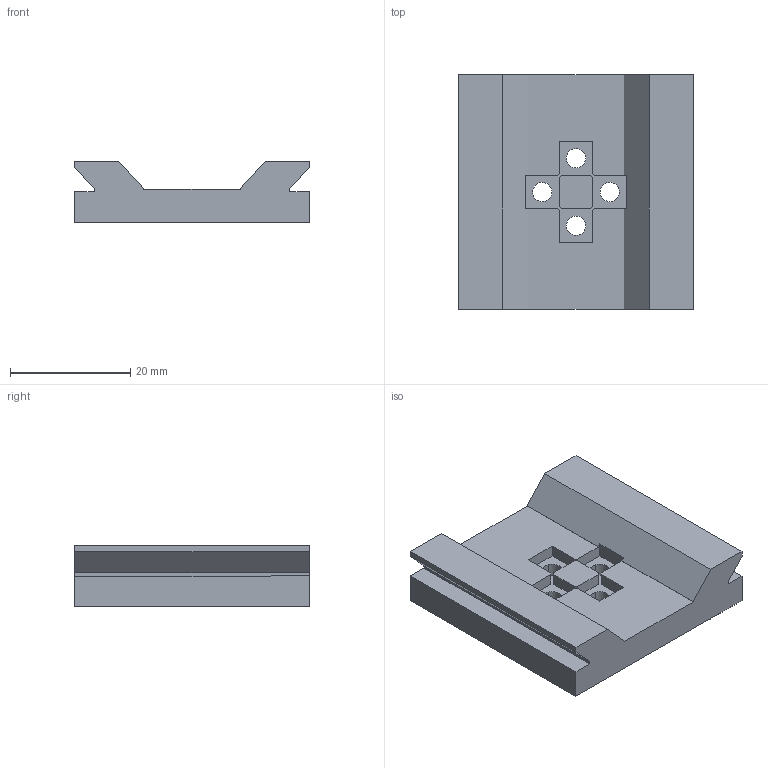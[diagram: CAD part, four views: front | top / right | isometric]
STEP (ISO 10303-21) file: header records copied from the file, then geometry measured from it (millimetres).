
FILE_DESCRIPTION(/* description */ (''),/* implementation_level */ '2;1');
FILE_NAME(/* name */ 'Camera_Mount_Slider',/* time_stamp */ '2024-11-12T15:42:39+01:00',/* author */ (''),/* organization */ (''),/* preprocessor_version */ 'ST-DEVELOPER v19.2',/* originating_system */ 'Rhino 8.12',/* authorisation */ '');
FILE_SCHEMA (('CONFIG_CONTROL_DESIGN'));
Length unit declared in the file: millimetre
Products named in the file (1): Document
Bounding box: 39 x 39 x 10 mm (x, y, z)
Volume: 10720.9 mm3; surface area: 5152.8 mm2
Topology: 1 solids, 1 shells, 57 faces, 162 edges, 108 vertices
Faces by surface type: plane 49, cylinder 8
Entity records: 1771 total; most frequent: CARTESIAN_POINT 507, ORIENTED_EDGE 324, EDGE_CURVE 162, B_SPLINE_CURVE_WITH_KNOTS 138, VERTEX_POINT 108, DIRECTION 93, AXIS2_PLACEMENT_3D 75, EDGE_LOOP 66
